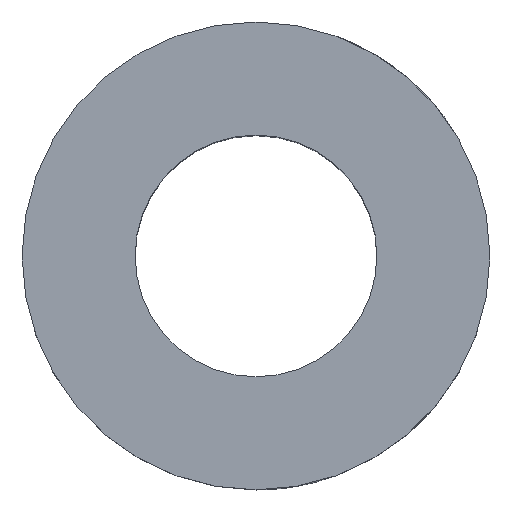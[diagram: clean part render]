
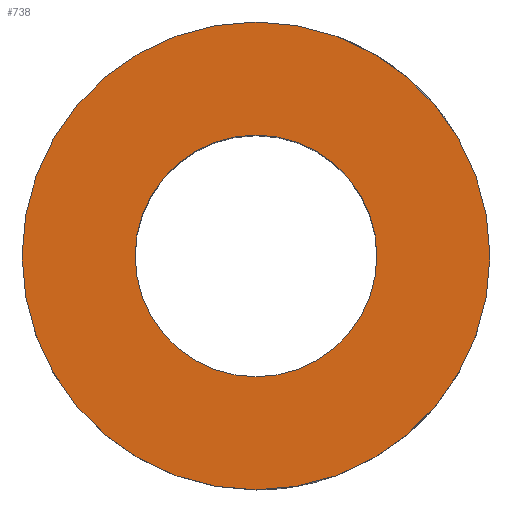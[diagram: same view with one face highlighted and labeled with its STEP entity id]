
A CAD part, top view. The second image highlights one B-rep face of the part: STEP entity #738.
In plain terms, the highlighted planar face has unit normal (0, 0, 1).
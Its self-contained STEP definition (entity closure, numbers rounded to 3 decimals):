
#54 = EDGE_CURVE ( 'NONE', #245, #1567, #1068, .T. ) ;
#97 = ORIENTED_EDGE ( 'NONE', *, *, #1623, .F. ) ;
#116 = ORIENTED_EDGE ( 'NONE', *, *, #54, .T. ) ;
#177 = CARTESIAN_POINT ( 'NONE',  ( 0., 35., 0. ) ) ;
#205 = CIRCLE ( 'NONE', #206, 35. ) ;
#206 = AXIS2_PLACEMENT_3D ( 'NONE', #207, #208, #211 ) ;
#207 = CARTESIAN_POINT ( 'NONE',  ( 0., 0., 0. ) ) ;
#208 = DIRECTION ( 'NONE',  ( 0., 0., 1. ) ) ;
#211 = DIRECTION ( 'NONE',  ( 0., -1., 0. ) ) ;
#245 = VERTEX_POINT ( 'NONE', #1023 ) ;
#246 = ORIENTED_EDGE ( 'NONE', *, *, #557, .F. ) ;
#304 = CIRCLE ( 'NONE', #305, 35. ) ;
#305 = AXIS2_PLACEMENT_3D ( 'NONE', #306, #307, #308 ) ;
#306 = CARTESIAN_POINT ( 'NONE',  ( 0., 0., 0. ) ) ;
#307 = DIRECTION ( 'NONE',  ( 0., 0., 1. ) ) ;
#308 = DIRECTION ( 'NONE',  ( 0., -1., 0. ) ) ;
#328 = CIRCLE ( 'NONE', #329, 67.75 ) ;
#329 = AXIS2_PLACEMENT_3D ( 'NONE', #330, #331, #337 ) ;
#330 = CARTESIAN_POINT ( 'NONE',  ( 0., 0., 0. ) ) ;
#331 = DIRECTION ( 'NONE',  ( 0., 0., 1. ) ) ;
#337 = DIRECTION ( 'NONE',  ( 0., -1., 0. ) ) ;
#346 = FACE_BOUND ( 'NONE', #1377, .T. ) ;
#347 = FACE_OUTER_BOUND ( 'NONE', #1565, .T. ) ;
#348 = PLANE ( 'NONE',  #349 ) ;
#349 = AXIS2_PLACEMENT_3D ( 'NONE', #350, #351, #352 ) ;
#350 = CARTESIAN_POINT ( 'NONE',  ( 0., 67.75, 0. ) ) ;
#351 = DIRECTION ( 'NONE',  ( 0., 0., -1. ) ) ;
#352 = DIRECTION ( 'NONE',  ( 0., 1., 0. ) ) ;
#367 = CARTESIAN_POINT ( 'NONE',  ( 0., -35., 0. ) ) ;
#533 = CARTESIAN_POINT ( 'NONE',  ( 0., 67.75, 0. ) ) ;
#557 = EDGE_CURVE ( 'NONE', #1629, #1612, #205, .T. ) ;
#738 = ADVANCED_FACE ( 'NONE', ( #346, #347 ), #348, .F. ) ;
#1023 = CARTESIAN_POINT ( 'NONE',  ( 0., -67.75, 0. ) ) ;
#1068 = CIRCLE ( 'NONE', #1069, 67.75 ) ;
#1069 = AXIS2_PLACEMENT_3D ( 'NONE', #1070, #1071, #1072 ) ;
#1070 = CARTESIAN_POINT ( 'NONE',  ( 0., 0., 0. ) ) ;
#1071 = DIRECTION ( 'NONE',  ( 0., 0., 1. ) ) ;
#1072 = DIRECTION ( 'NONE',  ( 0., -1., 0. ) ) ;
#1237 = ORIENTED_EDGE ( 'NONE', *, *, #1557, .T. ) ;
#1377 = EDGE_LOOP ( 'NONE', ( #246, #97 ) ) ;
#1557 = EDGE_CURVE ( 'NONE', #1567, #245, #328, .T. ) ;
#1565 = EDGE_LOOP ( 'NONE', ( #116, #1237 ) ) ;
#1567 = VERTEX_POINT ( 'NONE', #533 ) ;
#1612 = VERTEX_POINT ( 'NONE', #177 ) ;
#1623 = EDGE_CURVE ( 'NONE', #1612, #1629, #304, .T. ) ;
#1629 = VERTEX_POINT ( 'NONE', #367 ) ;
